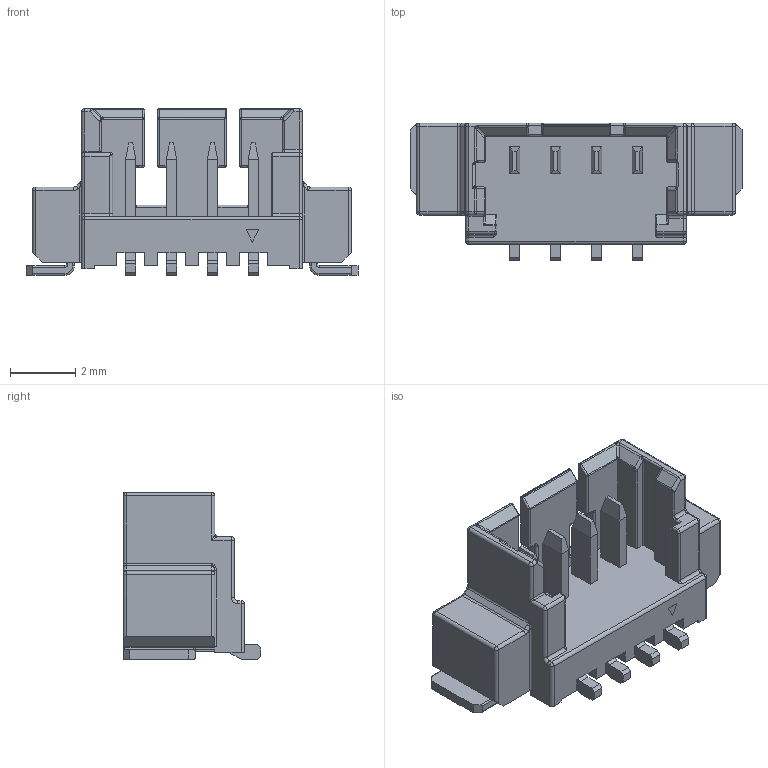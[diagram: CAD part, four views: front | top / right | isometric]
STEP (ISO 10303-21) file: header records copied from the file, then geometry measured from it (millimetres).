
FILE_DESCRIPTION(/* description */ (''),/* implementation_level */ '2;1');
FILE_NAME(/* name */ '2.stp',/* time_stamp */ '2020-03-27T13:18:10+02:00',/* author */ ('k'),/* organization */ (''),/* preprocessor_version */ 'ST-DEVELOPER v15.6',/* originating_system */ 'Autodesk Inventor 2015',/* authorisation */ '');
FILE_SCHEMA (('AUTOMOTIVE_DESIGN { 1 0 10303 214 3 1 1 }'));
Products named in the file (8): 1; 2; 3; 533980471; Molex Logo; 8
Bounding box: 10.15 x 4.2 x 5.1 mm (x, y, z)
Volume: 70 mm3; surface area: 318.2 mm2
Topology: 17 solids, 19 shells, 695 faces, 1687 edges, 1021 vertices
Faces by surface type: plane 332, cylinder 174, bspline 135, torus 30, sphere 24
Entity records: 21806 total; most frequent: CARTESIAN_POINT 5941, ORIENTED_EDGE 3346, DIRECTION 3087, EDGE_CURVE 1673, LINE 1065, VECTOR 1065, VERTEX_POINT 1021, AXIS2_PLACEMENT_3D 1011
